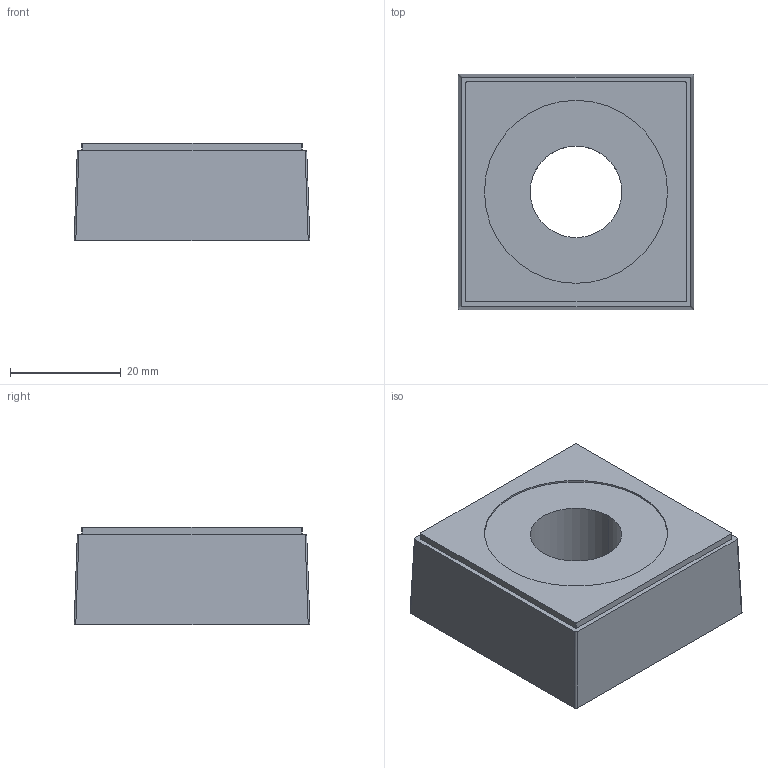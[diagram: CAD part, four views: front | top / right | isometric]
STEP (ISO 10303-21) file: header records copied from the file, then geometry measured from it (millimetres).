
FILE_DESCRIPTION(('CATIA V5R24 STEP','CAx-IF Rec.Pracs.--- Model Styling and Organization---1.2---2011-12-15'),'2;1');
FILE_NAME ('D1463343_0', '2018-09-19T08:01:13+00:00', ('Weidmueller Interface'), ('Weidmueller'), 'CATIA Version 5-6 Release 2014 SP4 HF52', 'CATIA V5 STEP AP214', 'none');
FILE_SCHEMA(('AUTOMOTIVE_DESIGN { 1 0 10303 214 1 1 1 1 }'));
Length unit declared in the file: millimetre
Products named in the file (1): 67184_CABTITE_SE_16-17_LRG
Bounding box: 42.5 x 42.5 x 17.5 mm (x, y, z)
Volume: 26423.6 mm3; surface area: 6944.9 mm2
Topology: 1 solids, 1 shells, 27 faces, 66 edges, 44 vertices
Faces by surface type: cylinder 14, plane 13
Entity records: 860 total; most frequent: CARTESIAN_POINT 213, ORIENTED_EDGE 132, DIRECTION 110, EDGE_CURVE 66, AXIS2_PLACEMENT_3D 47, VERTEX_POINT 44, VECTOR 38, LINE 38
